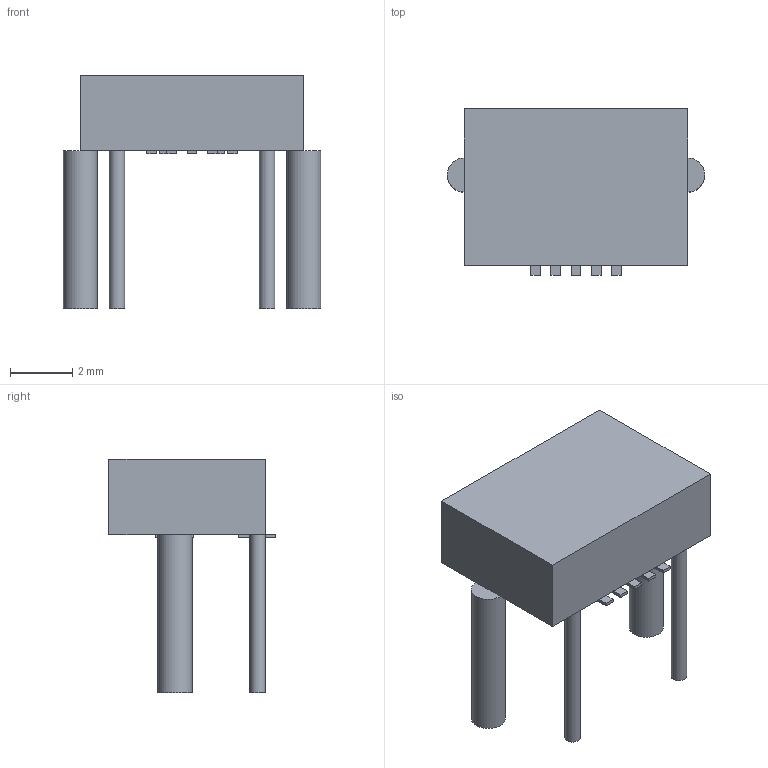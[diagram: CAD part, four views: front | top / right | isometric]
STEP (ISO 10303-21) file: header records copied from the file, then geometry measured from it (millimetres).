
FILE_DESCRIPTION(('FreeCAD Model'),'2;1');
FILE_NAME('12053614.1.2.stp','2020-05-22T10:20:46',( 'Author'),(''),'Open CASCADE STEP processor 6.9','FreeCAD','Unknown' );
FILE_SCHEMA(('AUTOMOTIVE_DESIGN { 1 0 10303 214 1 1 1 1 }'));
Length unit declared in the file: millimetre
Products named in the file (4): ASSEMBLY; Body; Pins; Leads
Assembly tree (6 placements, depth 2):
  ASSEMBLY
    Body
    Pins
    Leads  x4
Bounding box: 8.3 x 5.36 x 7.53 mm (x, y, z)
Volume: 135.4 mm3; surface area: 364 mm2
Topology: 24 solids, 24 shells, 96 faces, 144 edges, 96 vertices
Faces by surface type: plane 80, cylinder 16
Full cylindrical faces by diameter (mm): 0.5 x8, 1.1 x8
Entity records: 3023 total; most frequent: DIRECTION 466, CARTESIAN_POINT 463, LINE 308, VECTOR 308, ORIENTED_EDGE 216, PCURVE 216, DEFINITIONAL_REPRESENTATION 216, EDGE_CURVE 108
